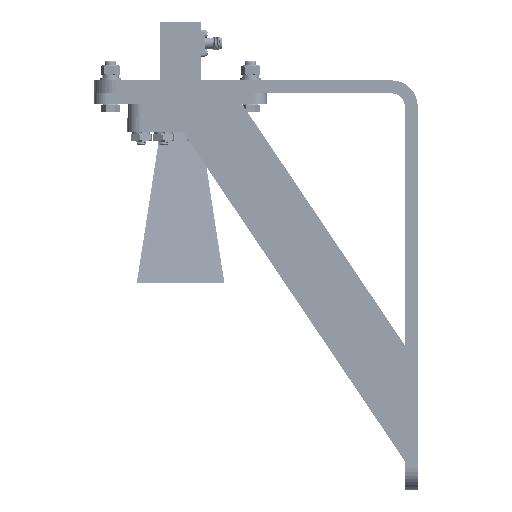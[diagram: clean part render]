
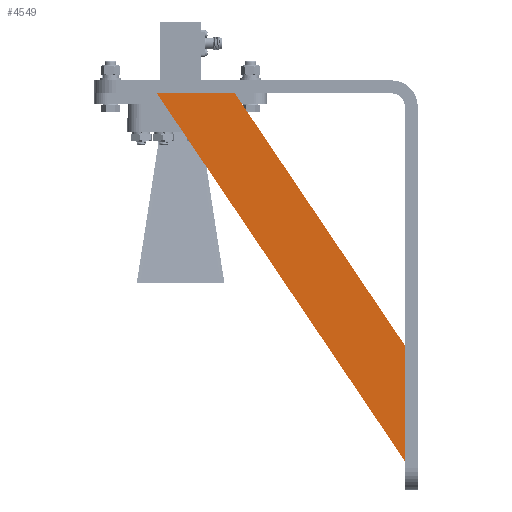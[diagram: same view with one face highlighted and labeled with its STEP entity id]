
A CAD part, left-side view. The second image highlights one B-rep face of the part: STEP entity #4549.
In plain terms, the highlighted planar face has unit normal (-1, 0, 0).
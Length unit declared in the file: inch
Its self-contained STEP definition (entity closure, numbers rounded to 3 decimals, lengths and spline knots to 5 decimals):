
#753 = EDGE_CURVE ( 'NONE', #50458, #29105, #25555, .T. ) ;
#3579 = CARTESIAN_POINT ( 'NONE',  ( -2.95276, 4.76378, -0.23622 ) ) ;
#3869 = ORIENTED_EDGE ( 'NONE', *, *, #753, .F. ) ;
#4375 = ORIENTED_EDGE ( 'NONE', *, *, #37164, .F. ) ;
#4549 = ADVANCED_FACE ( 'NONE', ( #50608 ), #35544, .F. ) ;
#5566 = CARTESIAN_POINT ( 'NONE',  ( -2.95276, 0.23622, -4.83662 ) ) ;
#8209 = EDGE_LOOP ( 'NONE', ( #42886, #10182, #4375, #3869 ) ) ;
#8672 = CARTESIAN_POINT ( 'NONE',  ( -2.95276, 3.33913, -0.23622 ) ) ;
#10182 = ORIENTED_EDGE ( 'NONE', *, *, #26934, .F. ) ;
#12094 = VECTOR ( 'NONE', #24529, 39.37008 ) ;
#13991 = VERTEX_POINT ( 'NONE', #31328 ) ;
#16799 = CARTESIAN_POINT ( 'NONE',  ( -2.95276, 0.23622, -6.94882 ) ) ;
#17255 = LINE ( 'NONE', #5566, #46935 ) ;
#18028 = CARTESIAN_POINT ( 'NONE',  ( -2.95276, 4.76378, -0.23622 ) ) ;
#18889 = AXIS2_PLACEMENT_3D ( 'NONE', #34776, #38403, #46697 ) ;
#21102 = VECTOR ( 'NONE', #50639, 39.37008 ) ;
#23341 = LINE ( 'NONE', #3579, #21102 ) ;
#24518 = CARTESIAN_POINT ( 'NONE',  ( -2.95276, 0.23622, -6.94882 ) ) ;
#24529 = DIRECTION ( 'NONE',  ( 0., -1., 0. ) ) ;
#25555 = LINE ( 'NONE', #8672, #12094 ) ;
#26934 = EDGE_CURVE ( 'NONE', #13991, #45104, #32439, .T. ) ;
#29105 = VERTEX_POINT ( 'NONE', #34196 ) ;
#31328 = CARTESIAN_POINT ( 'NONE',  ( -2.95276, 0.23622, -4.83662 ) ) ;
#32439 = LINE ( 'NONE', #16799, #39344 ) ;
#34196 = CARTESIAN_POINT ( 'NONE',  ( -2.95276, 3.33913, -0.23622 ) ) ;
#34776 = CARTESIAN_POINT ( 'NONE',  ( -2.95276, 0., 0. ) ) ;
#35544 = PLANE ( 'NONE',  #18889 ) ;
#37164 = EDGE_CURVE ( 'NONE', #29105, #13991, #17255, .T. ) ;
#38403 = DIRECTION ( 'NONE',  ( 1., 0., 0. ) ) ;
#39344 = VECTOR ( 'NONE', #39473, 39.37008 ) ;
#39473 = DIRECTION ( 'NONE',  ( 0., 0., -1. ) ) ;
#40908 = DIRECTION ( 'NONE',  ( 0., -0.559, -0.829 ) ) ;
#42886 = ORIENTED_EDGE ( 'NONE', *, *, #50641, .F. ) ;
#45104 = VERTEX_POINT ( 'NONE', #24518 ) ;
#46697 = DIRECTION ( 'NONE',  ( 0., 0., -1. ) ) ;
#46935 = VECTOR ( 'NONE', #40908, 39.37008 ) ;
#50458 = VERTEX_POINT ( 'NONE', #18028 ) ;
#50608 = FACE_OUTER_BOUND ( 'NONE', #8209, .T. ) ;
#50639 = DIRECTION ( 'NONE',  ( 0., 0.559, 0.829 ) ) ;
#50641 = EDGE_CURVE ( 'NONE', #45104, #50458, #23341, .T. ) ;
